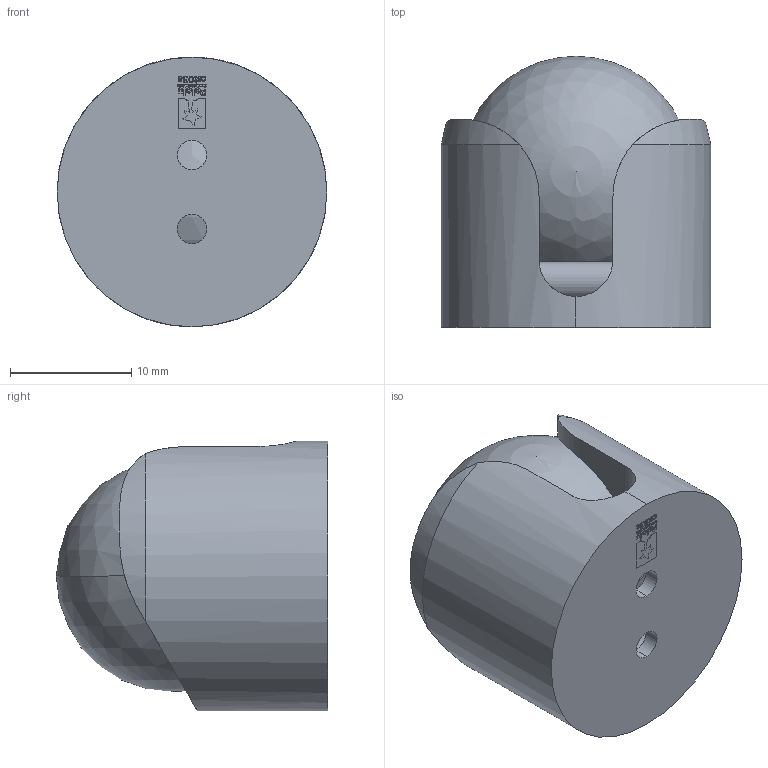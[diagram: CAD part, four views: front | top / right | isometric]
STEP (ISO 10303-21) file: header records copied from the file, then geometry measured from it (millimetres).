
FILE_DESCRIPTION (( 'STEP AP214' ), '1' );
FILE_NAME ('pololu-ball-caster-with-0-750in-plastic-ball.step', '2019-03-08T20:10:09', ( '' ), ( '' ), 'SwSTEP 2.0', 'SolidWorks 2016', '' );
FILE_SCHEMA (( 'AUTOMOTIVE_DESIGN' ));
Length unit declared in the file: millimetre
Products named in the file (1): pololu-ball-caster-with-0-750in-plastic-ball
Bounding box: 22.23 x 22.35 x 22.23 mm (x, y, z)
Volume: 6513.5 mm3; surface area: 2458.9 mm2
Topology: 1 solids, 1 shells, 403 faces, 1108 edges, 740 vertices
Faces by surface type: plane 205, bspline 176, cylinder 17, sphere 3, cone 2
Entity records: 23478 total; most frequent: CARTESIAN_POINT 10027, ORIENTED_EDGE 2198, DIRECTION 1211, EDGE_CURVE 1099, VERTEX_POINT 734, LINE 683, VECTOR 683, EDGE_LOOP 445
